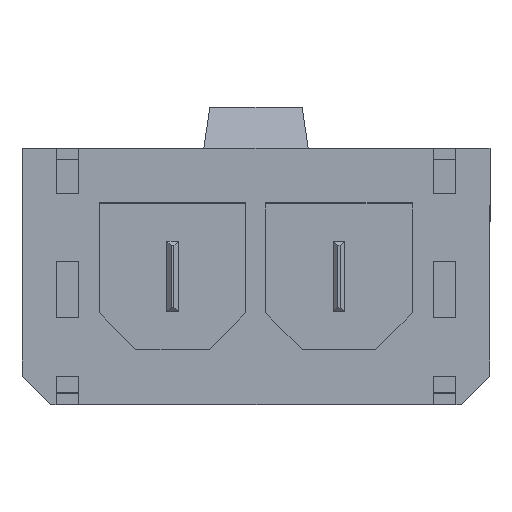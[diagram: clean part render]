
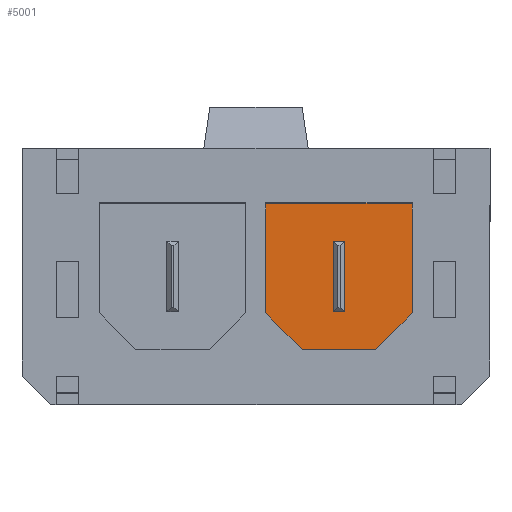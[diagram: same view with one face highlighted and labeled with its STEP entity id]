
A CAD part, top view. The second image highlights one B-rep face of the part: STEP entity #5001.
In plain terms, the highlighted planar face has unit normal (0, 0, 1).
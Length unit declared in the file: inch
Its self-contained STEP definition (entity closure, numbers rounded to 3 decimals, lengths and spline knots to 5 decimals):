
#10 = LINE ( 'NONE', #2038, #3683 ) ;
#12 = EDGE_CURVE ( 'NONE', #2388, #1874, #5772, .T. ) ;
#30 = CARTESIAN_POINT ( 'NONE',  ( 0.425, 0.2145, 0.127 ) ) ;
#135 = DIRECTION ( 'NONE',  ( 0., 1., 0. ) ) ;
#154 = VECTOR ( 'NONE', #362, 39.37008 ) ;
#234 = CARTESIAN_POINT ( 'NONE',  ( 0.305, 0.147, 0.127 ) ) ;
#362 = DIRECTION ( 'NONE',  ( -1., 0., 0. ) ) ;
#431 = AXIS2_PLACEMENT_3D ( 'NONE', #1102, #3446, #135 ) ;
#448 = VERTEX_POINT ( 'NONE', #1940 ) ;
#683 = LINE ( 'NONE', #1704, #5511 ) ;
#818 = ORIENTED_EDGE ( 'NONE', *, *, #1691, .T. ) ;
#821 = CARTESIAN_POINT ( 'NONE',  ( 0.36, -0.0455, 0.127 ) ) ;
#859 = EDGE_CURVE ( 'NONE', #3026, #1634, #4823, .T. ) ;
#976 = DIRECTION ( 'NONE',  ( 0.707, 0.707, 0. ) ) ;
#1006 = LINE ( 'NONE', #821, #5323 ) ;
#1042 = VERTEX_POINT ( 'NONE', #5577 ) ;
#1100 = EDGE_CURVE ( 'NONE', #2227, #5432, #6049, .T. ) ;
#1102 = CARTESIAN_POINT ( 'NONE',  ( 0.148, 0.0845, 0.127 ) ) ;
#1202 = EDGE_CURVE ( 'NONE', #5432, #1042, #5247, .T. ) ;
#1236 = CARTESIAN_POINT ( 'NONE',  ( 0.425, 0.0195, 0.127 ) ) ;
#1440 = ORIENTED_EDGE ( 'NONE', *, *, #1565, .T. ) ;
#1565 = EDGE_CURVE ( 'NONE', #1634, #448, #2169, .T. ) ;
#1634 = VERTEX_POINT ( 'NONE', #30 ) ;
#1691 = EDGE_CURVE ( 'NONE', #1042, #3026, #1006, .T. ) ;
#1704 = CARTESIAN_POINT ( 'NONE',  ( 0.165, 0.2145, 0.127 ) ) ;
#1709 = DIRECTION ( 'NONE',  ( 0., 1., 0. ) ) ;
#1732 = ORIENTED_EDGE ( 'NONE', *, *, #5561, .F. ) ;
#1874 = VERTEX_POINT ( 'NONE', #5684 ) ;
#1897 = CARTESIAN_POINT ( 'NONE',  ( 0.23, -0.0455, 0.127 ) ) ;
#1940 = CARTESIAN_POINT ( 'NONE',  ( 0.165, 0.2145, 0.127 ) ) ;
#1979 = CARTESIAN_POINT ( 'NONE',  ( 0.285, 0.022, 0.127 ) ) ;
#2036 = VECTOR ( 'NONE', #2944, 39.37008 ) ;
#2038 = CARTESIAN_POINT ( 'NONE',  ( 0.285, 0.0845, 0.127 ) ) ;
#2094 = CARTESIAN_POINT ( 'NONE',  ( 0.305, 0.0845, 0.127 ) ) ;
#2169 = LINE ( 'NONE', #3198, #6043 ) ;
#2192 = LINE ( 'NONE', #4064, #154 ) ;
#2198 = EDGE_CURVE ( 'NONE', #5065, #3956, #10, .T. ) ;
#2227 = VERTEX_POINT ( 'NONE', #3993 ) ;
#2387 = ORIENTED_EDGE ( 'NONE', *, *, #859, .T. ) ;
#2388 = VERTEX_POINT ( 'NONE', #234 ) ;
#2409 = EDGE_CURVE ( 'NONE', #2388, #3956, #2192, .T. ) ;
#2417 = DIRECTION ( 'NONE',  ( 0., 1., 0. ) ) ;
#2524 = DIRECTION ( 'NONE',  ( 0., -1., 0. ) ) ;
#2634 = DIRECTION ( 'NONE',  ( 0., -1., 0. ) ) ;
#2767 = DIRECTION ( 'NONE',  ( -1., 0., 0. ) ) ;
#2901 = CARTESIAN_POINT ( 'NONE',  ( 0.23, -0.0455, 0.127 ) ) ;
#2944 = DIRECTION ( 'NONE',  ( 1., 0., 0. ) ) ;
#3026 = VERTEX_POINT ( 'NONE', #4568 ) ;
#3116 = VECTOR ( 'NONE', #5697, 39.37008 ) ;
#3198 = CARTESIAN_POINT ( 'NONE',  ( 0.425, 0.2145, 0.127 ) ) ;
#3405 = CARTESIAN_POINT ( 'NONE',  ( 0.285, 0.022, 0.127 ) ) ;
#3446 = DIRECTION ( 'NONE',  ( 0., 0., 1. ) ) ;
#3465 = CARTESIAN_POINT ( 'NONE',  ( 0.285, 0.147, 0.127 ) ) ;
#3683 = VECTOR ( 'NONE', #2417, 39.37008 ) ;
#3894 = PLANE ( 'NONE',  #431 ) ;
#3956 = VERTEX_POINT ( 'NONE', #3465 ) ;
#3963 = ORIENTED_EDGE ( 'NONE', *, *, #1100, .T. ) ;
#3993 = CARTESIAN_POINT ( 'NONE',  ( 0.165, 0.0195, 0.127 ) ) ;
#4064 = CARTESIAN_POINT ( 'NONE',  ( 0.305, 0.147, 0.127 ) ) ;
#4277 = ORIENTED_EDGE ( 'NONE', *, *, #1202, .T. ) ;
#4280 = ORIENTED_EDGE ( 'NONE', *, *, #5868, .T. ) ;
#4359 = CARTESIAN_POINT ( 'NONE',  ( 0.165, 0.0195, 0.127 ) ) ;
#4518 = ORIENTED_EDGE ( 'NONE', *, *, #2409, .F. ) ;
#4568 = CARTESIAN_POINT ( 'NONE',  ( 0.425, 0.0195, 0.127 ) ) ;
#4754 = VECTOR ( 'NONE', #1709, 39.37008 ) ;
#4823 = LINE ( 'NONE', #1236, #4754 ) ;
#5001 = ADVANCED_FACE ( 'NONE', ( #5167, #5318 ), #3894, .T. ) ;
#5065 = VERTEX_POINT ( 'NONE', #3405 ) ;
#5167 = FACE_BOUND ( 'NONE', #5601, .T. ) ;
#5223 = LINE ( 'NONE', #1979, #3116 ) ;
#5247 = LINE ( 'NONE', #2901, #2036 ) ;
#5256 = VECTOR ( 'NONE', #5717, 39.37008 ) ;
#5318 = FACE_OUTER_BOUND ( 'NONE', #5922, .T. ) ;
#5323 = VECTOR ( 'NONE', #976, 39.37008 ) ;
#5345 = VECTOR ( 'NONE', #2524, 39.37008 ) ;
#5432 = VERTEX_POINT ( 'NONE', #1897 ) ;
#5511 = VECTOR ( 'NONE', #2634, 39.37008 ) ;
#5537 = ORIENTED_EDGE ( 'NONE', *, *, #12, .T. ) ;
#5561 = EDGE_CURVE ( 'NONE', #5065, #1874, #5223, .T. ) ;
#5577 = CARTESIAN_POINT ( 'NONE',  ( 0.36, -0.0455, 0.127 ) ) ;
#5601 = EDGE_LOOP ( 'NONE', ( #4518, #5537, #1732, #5745 ) ) ;
#5684 = CARTESIAN_POINT ( 'NONE',  ( 0.305, 0.022, 0.127 ) ) ;
#5697 = DIRECTION ( 'NONE',  ( 1., 0., 0. ) ) ;
#5717 = DIRECTION ( 'NONE',  ( 0.707, -0.707, 0. ) ) ;
#5745 = ORIENTED_EDGE ( 'NONE', *, *, #2198, .T. ) ;
#5772 = LINE ( 'NONE', #2094, #5345 ) ;
#5868 = EDGE_CURVE ( 'NONE', #448, #2227, #683, .T. ) ;
#5922 = EDGE_LOOP ( 'NONE', ( #4280, #3963, #4277, #818, #2387, #1440 ) ) ;
#6043 = VECTOR ( 'NONE', #2767, 39.37008 ) ;
#6049 = LINE ( 'NONE', #4359, #5256 ) ;
